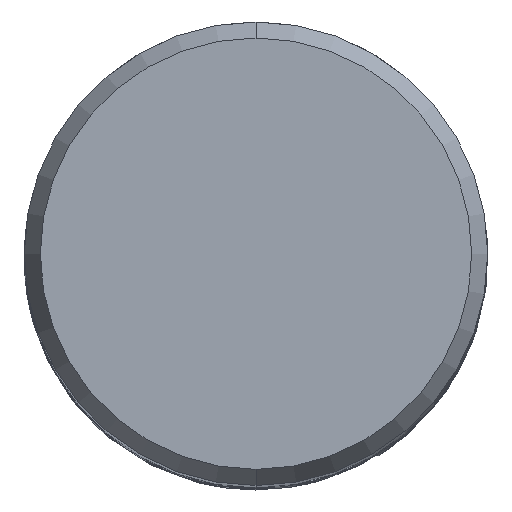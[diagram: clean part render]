
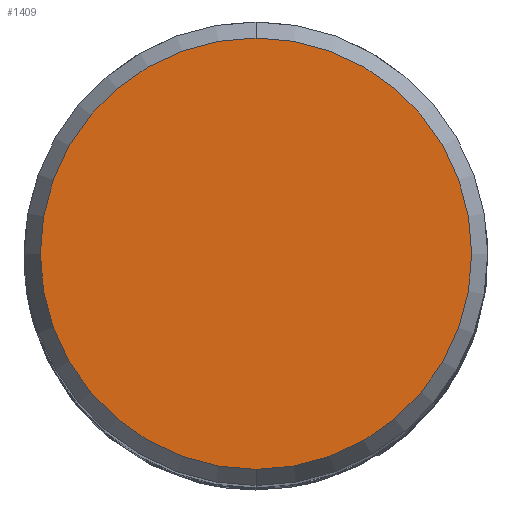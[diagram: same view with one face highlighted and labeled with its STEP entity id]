
A CAD part, top view. The second image highlights one B-rep face of the part: STEP entity #1409.
In plain terms, the highlighted planar face has unit normal (0, 0, 1).
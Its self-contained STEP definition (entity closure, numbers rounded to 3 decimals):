
#867=EDGE_CURVE('',#1399,#1515,#1921,.T.);
#1399=VERTEX_POINT('',#2501);
#1409=ADVANCED_FACE('',(#2511),#2512,.T.);
#1515=VERTEX_POINT('',#2627);
#1527=EDGE_CURVE('',#1515,#1399,#2639,.T.);
#1921=CIRCLE('',#9209,9.307);
#2501=CARTESIAN_POINT('',(0.,-9.307,0.0));
#2511=FACE_OUTER_BOUND('',#16825,.T.);
#2512=PLANE('',#16826);
#2627=CARTESIAN_POINT('',(0.0,9.307,0.0));
#2639=CIRCLE('',#19585,9.307);
#9209=AXIS2_PLACEMENT_3D('',#20430,#20431,#20432);
#16825=EDGE_LOOP('',(#21008,#21009));
#16826=AXIS2_PLACEMENT_3D('',#21010,#21011,#21012);
#19585=AXIS2_PLACEMENT_3D('',#21131,#21132,#21133);
#20430=CARTESIAN_POINT('',(0.0,0.0,0.0));
#20431=DIRECTION('',(0.0,0.0,-1.0));
#20432=DIRECTION('',(0.0,1.0,0.0));
#21008=ORIENTED_EDGE('',*,*,#1527,.F.);
#21009=ORIENTED_EDGE('',*,*,#867,.F.);
#21010=CARTESIAN_POINT('',(0.0,4.654,0.0));
#21011=DIRECTION('',(-0.0,0.0,1.0));
#21012=DIRECTION('',(0.0,-1.0,0.0));
#21131=CARTESIAN_POINT('',(0.0,0.0,0.0));
#21132=DIRECTION('',(0.0,0.0,-1.0));
#21133=DIRECTION('',(0.0,1.0,0.0));
